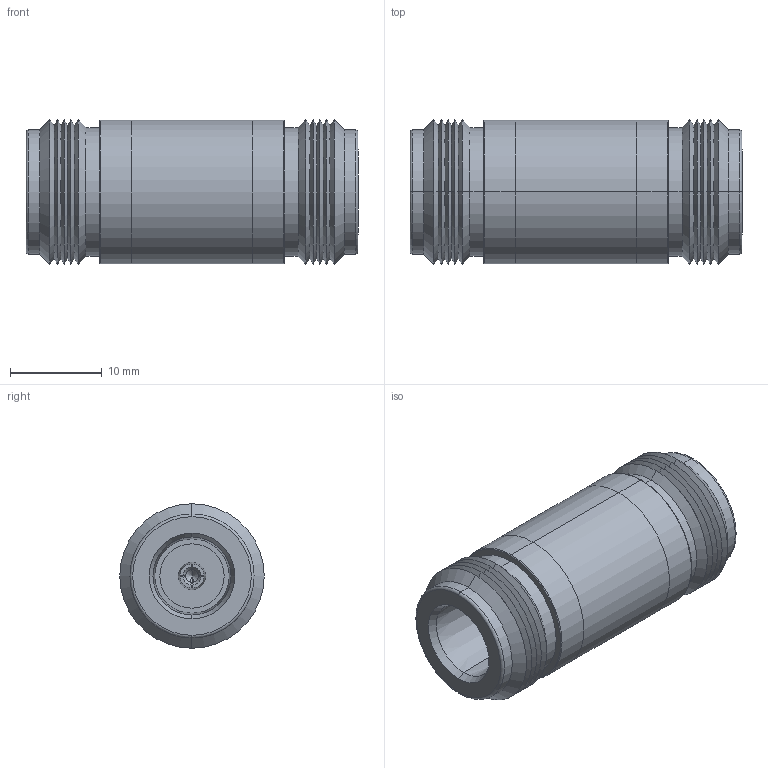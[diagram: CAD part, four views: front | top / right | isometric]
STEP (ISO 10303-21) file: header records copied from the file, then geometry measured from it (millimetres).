
FILE_DESCRIPTION (( 'STEP AP214' ), '1' );
FILE_NAME ('AXA-PNFNF.STEP', '2015-10-28T12:41:12', ( 'L-Com' ), ( 'L-Com Global Connectivity' ), 'SwSTEP 2.0', 'SolidWorks 2014', '' );
FILE_SCHEMA (( 'AUTOMOTIVE_DESIGN' ));
Length unit declared in the file: inch
Products named in the file (1): AXA-PNFNF
Bounding box: 36.1 x 15.7 x 15.7 mm (x, y, z)
Volume: 5438.4 mm3; surface area: 3106.3 mm2
Topology: 1 solids, 1 shells, 152 faces, 366 edges, 222 vertices
Faces by surface type: cone 76, plane 42, cylinder 26, torus 8
Entity records: 4677 total; most frequent: CARTESIAN_POINT 1076, DIRECTION 792, ORIENTED_EDGE 724, EDGE_CURVE 362, AXIS2_PLACEMENT_3D 325, VERTEX_POINT 222, CIRCLE 172, EDGE_LOOP 162
